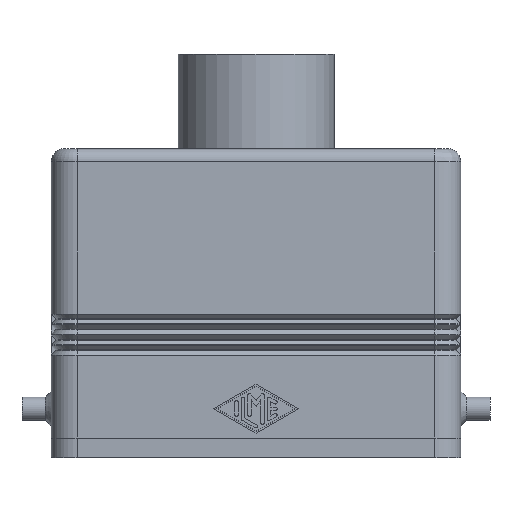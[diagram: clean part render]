
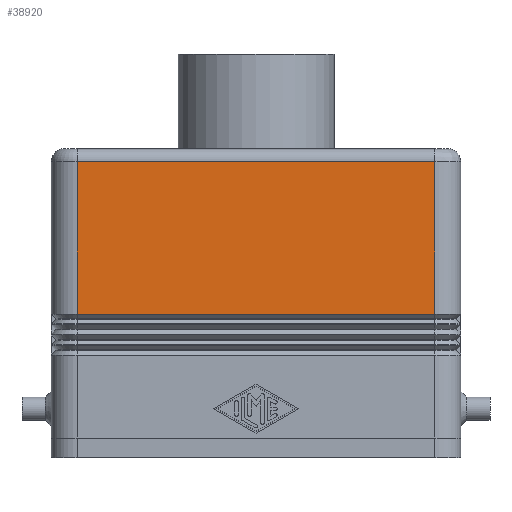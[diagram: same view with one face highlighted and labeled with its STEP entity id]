
A CAD part, front view. The second image highlights one B-rep face of the part: STEP entity #38920.
In plain terms, the highlighted planar face has unit normal (0, -1, 0).
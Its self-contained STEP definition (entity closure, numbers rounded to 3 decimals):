
#4280=CARTESIAN_POINT('',(-27.5,-14.7,45.5));
#4290=DIRECTION('',(1.,0.,0.));
#4300=VECTOR('',#4290,55.);
#4310=LINE('',#4280,#4300);
#4320=CARTESIAN_POINT('',(-27.5,-14.7,45.5));
#4330=VERTEX_POINT('',#4320);
#4340=CARTESIAN_POINT('',(27.5,-14.7,45.5));
#4350=VERTEX_POINT('',#4340);
#4360=EDGE_CURVE('',#4330,#4350,#4310,.T.);
#38480=CARTESIAN_POINT('',(27.5,-14.7,22.05));
#38490=VERTEX_POINT('',#38480);
#38520=CARTESIAN_POINT('',(27.5,-14.7,22.05));
#38530=DIRECTION('',(0.,0.,1.));
#38540=VECTOR('',#38530,23.45);
#38550=LINE('',#38520,#38540);
#38560=EDGE_CURVE('',#38490,#4350,#38550,.T.);
#38690=CARTESIAN_POINT('',(27.5,-14.7,0.));
#38700=DIRECTION('',(0.,-1.,0.));
#38710=DIRECTION('',(0.,0.,-1.));
#38720=AXIS2_PLACEMENT_3D('',#38690,#38700,#38710);
#38730=PLANE('',#38720);
#38740=ORIENTED_EDGE('',*,*,#38560,.T.);
#38750=CARTESIAN_POINT('',(27.5,-14.7,22.05));
#38760=DIRECTION('',(-1.,0.,0.));
#38770=VECTOR('',#38760,55.);
#38780=LINE('',#38750,#38770);
#38790=CARTESIAN_POINT('',(-27.5,-14.7,22.05));
#38800=VERTEX_POINT('',#38790);
#38810=EDGE_CURVE('',#38490,#38800,#38780,.T.);
#38820=ORIENTED_EDGE('',*,*,#38810,.F.);
#38830=CARTESIAN_POINT('',(-27.5,-14.7,22.05));
#38840=DIRECTION('',(0.,0.,1.));
#38850=VECTOR('',#38840,23.45);
#38860=LINE('',#38830,#38850);
#38870=EDGE_CURVE('',#38800,#4330,#38860,.T.);
#38880=ORIENTED_EDGE('',*,*,#38870,.F.);
#38890=ORIENTED_EDGE('',*,*,#4360,.F.);
#38900=EDGE_LOOP('',(#38890,#38880,#38820,#38740));
#38910=FACE_OUTER_BOUND('',#38900,.T.);
#38920=ADVANCED_FACE('',(#38910),#38730,.T.);
